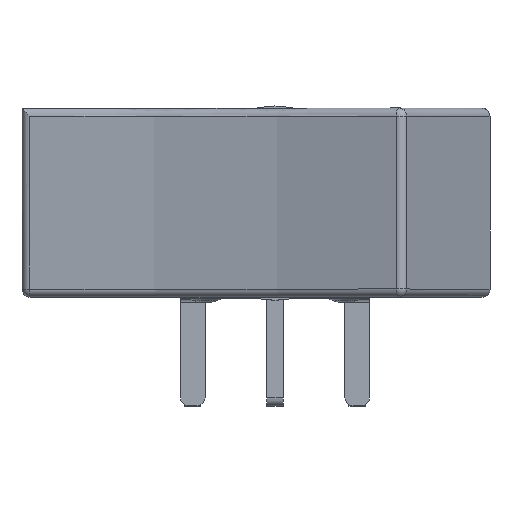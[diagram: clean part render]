
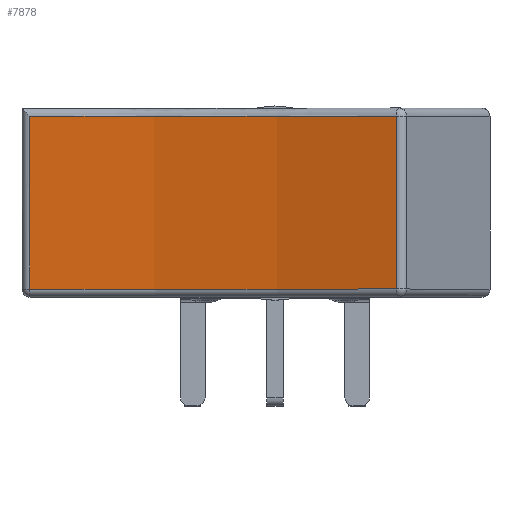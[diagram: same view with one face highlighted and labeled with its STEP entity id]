
A CAD part, top view. The second image highlights one B-rep face of the part: STEP entity #7878.
In plain terms, the highlighted cylindrical face has radius 36.671 mm (diameter 73.342 mm), a partial arc.
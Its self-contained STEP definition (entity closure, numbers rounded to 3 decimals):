
#7398=CARTESIAN_POINT('',(5.8,2.67,6.312));
#7399=VERTEX_POINT('',#7398);
#7451=CARTESIAN_POINT('',(5.8,-2.67,6.312));
#7452=VERTEX_POINT('',#7451);
#7495=CARTESIAN_POINT('',(-5.8,-2.67,6.312));
#7496=VERTEX_POINT('',#7495);
#7529=CARTESIAN_POINT('',(0.0,-2.67,42.521));
#7530=DIRECTION('',(0.0,1.0,0.0));
#7531=DIRECTION('',(0.0,0.0,-1.0));
#7532=AXIS2_PLACEMENT_3D('',#7529,#7530,#7531);
#7533=CIRCLE('',#7532,36.671);
#7534=EDGE_CURVE('',#7452,#7496,#7533,.T.);
#7562=CARTESIAN_POINT('',(-5.8,2.67,6.312));
#7563=VERTEX_POINT('',#7562);
#7564=CARTESIAN_POINT('',(-5.8,-2.67,6.312));
#7565=DIRECTION('',(0.0,1.0,0.0));
#7566=VECTOR('',#7565,5.34);
#7567=LINE('',#7564,#7566);
#7568=EDGE_CURVE('',#7496,#7563,#7567,.T.);
#7622=CARTESIAN_POINT('',(5.8,2.67,6.312));
#7623=DIRECTION('',(0.0,-1.0,0.0));
#7624=VECTOR('',#7623,5.34);
#7625=LINE('',#7622,#7624);
#7626=EDGE_CURVE('',#7399,#7452,#7625,.T.);
#7676=CARTESIAN_POINT('',(0.0,2.67,42.521));
#7677=DIRECTION('',(0.0,-1.0,0.0));
#7678=DIRECTION('',(0.0,0.0,-1.0));
#7679=AXIS2_PLACEMENT_3D('',#7676,#7677,#7678);
#7680=CIRCLE('',#7679,36.671);
#7681=EDGE_CURVE('',#7563,#7399,#7680,.T.);
#7867=CARTESIAN_POINT('',(0.0,0.0,42.521));
#7868=DIRECTION('',(0.0,1.0,0.0));
#7869=DIRECTION('',(-0.165,0.0,0.986));
#7870=AXIS2_PLACEMENT_3D('',#7867,#7868,#7869);
#7871=CYLINDRICAL_SURFACE('',#7870,36.671);
#7872=ORIENTED_EDGE('',*,*,#7534,.F.);
#7873=ORIENTED_EDGE('',*,*,#7626,.F.);
#7874=ORIENTED_EDGE('',*,*,#7681,.F.);
#7875=ORIENTED_EDGE('',*,*,#7568,.F.);
#7876=EDGE_LOOP('',(#7872,#7873,#7874,#7875));
#7877=FACE_OUTER_BOUND('',#7876,.T.);
#7878=ADVANCED_FACE('',(#7877),#7871,.F.);
